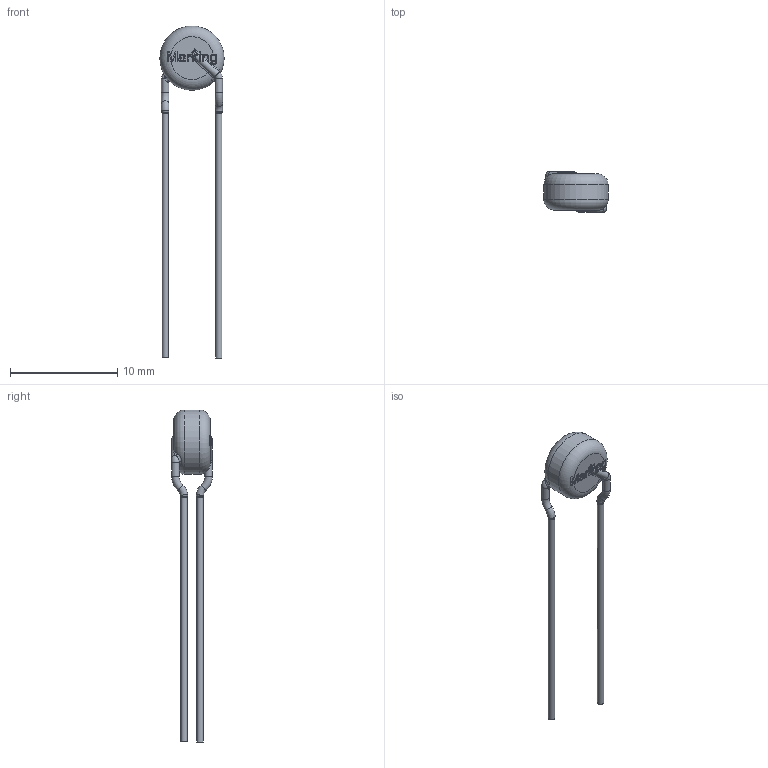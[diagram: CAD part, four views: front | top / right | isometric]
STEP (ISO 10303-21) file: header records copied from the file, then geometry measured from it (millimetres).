
FILE_DESCRIPTION(/* description */ ('Unknown','CAx-IF Rec.Pracs.---Representation and Presentation of Product Manufacturing Information (PMI)---4.0---2014-10-13','CAx-IF Rec.Pracs.---3D Tessellated Geometry---0.4---2014-09-14','2;1'),/* implementation_level */ '2;1');
FILE_NAME(/* name */ 'RV_Wurth_WE-VD-5mm_820552711',/* time_stamp */ '2025-03-05T15:19:55+08:00',/* author */ ('Unknown'),/* organization */ ('Unknown'),/* preprocessor_version */ 'ST-DEVELOPER v16.7',/* originating_system */ 'Solid Edge',/* authorisation */ 'Unknown');
FILE_SCHEMA (('AP242_MANAGED_MODEL_BASED_3D_ENGINEERING_MIM_LF { 1 0 10303 442 1 1 4 }'));
Length unit declared in the file: metre
Products named in the file (2): RV_Wurth_WE-VD-5mm_820552711
Assembly tree (1 placements, depth 2):
  RV_Wurth_WE-VD-5mm_820552711
    RV_Wurth_WE-VD-5mm_820552711
Bounding box: 6 x 3.8 x 31 mm (x, y, z)
Volume: 105.3 mm3; surface area: 208 mm2
Topology: 1 solids, 1 shells, 219 faces, 626 edges, 408 vertices
Faces by surface type: plane 103, bspline 66, cylinder 37, torus 11, sphere 2
Full cylindrical faces by diameter (mm): 0.6 x2, 0.7 x2, 6 x1
Entity records: 11414 total; most frequent: CARTESIAN_POINT 5019, ORIENTED_EDGE 1188, DIRECTION 690, EDGE_CURVE 594, VERTEX_POINT 396, B_SPLINE_CURVE_WITH_KNOTS 290, EDGE_LOOP 238, FACE_BOUND 238
